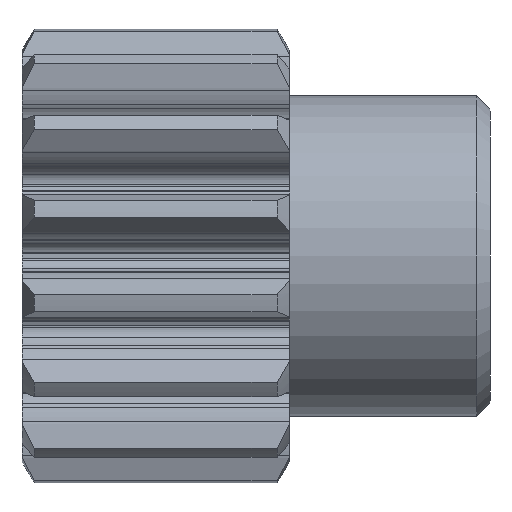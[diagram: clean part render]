
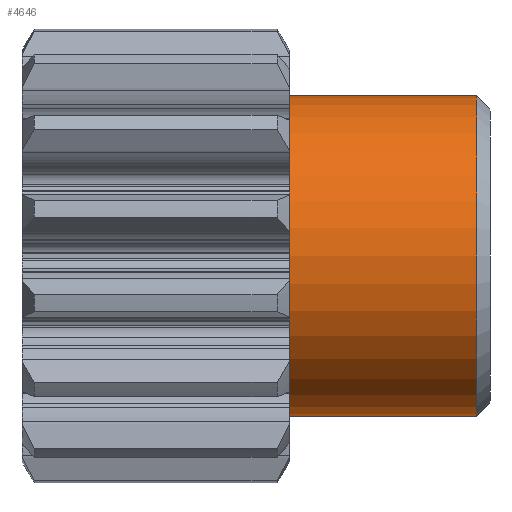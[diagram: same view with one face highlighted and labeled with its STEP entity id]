
A CAD part, front view. The second image highlights one B-rep face of the part: STEP entity #4646.
In plain terms, the highlighted cylindrical face has radius 12 mm (diameter 24 mm), a full revolution.
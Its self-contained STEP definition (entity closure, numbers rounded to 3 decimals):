
#403=VECTOR('',#5671,1.);
#627=LINE('',#7359,#403);
#860=VERTEX_POINT('',#7354);
#861=VERTEX_POINT('',#7356);
#862=VERTEX_POINT('',#7360);
#1365=CIRCLE('',#4915,12.);
#1366=CIRCLE('',#4916,12.);
#1367=CIRCLE('',#4918,12.);
#1851=EDGE_CURVE('',#860,#861,#1365,.F.);
#1852=EDGE_CURVE('',#861,#860,#1366,.F.);
#1853=EDGE_CURVE('',#862,#861,#627,.T.);
#1854=EDGE_CURVE('',#862,#862,#1367,.T.);
#2627=ORIENTED_EDGE('',*,*,#1853,.T.);
#2628=ORIENTED_EDGE('',*,*,#1851,.F.);
#2629=ORIENTED_EDGE('',*,*,#1852,.F.);
#2630=ORIENTED_EDGE('',*,*,#1853,.F.);
#2631=ORIENTED_EDGE('',*,*,#1854,.T.);
#4127=EDGE_LOOP('',(#2627,#2628,#2629,#2630,#2631));
#4387=FACE_BOUND('',#4127,.T.);
#4646=ADVANCED_FACE('',(#4387),#9373,.T.);
#4915=AXIS2_PLACEMENT_3D('',#7355,#5665,#5666);
#4916=AXIS2_PLACEMENT_3D('',#7357,#5667,#5668);
#4917=AXIS2_PLACEMENT_3D('',#7358,#5669,#5670);
#4918=AXIS2_PLACEMENT_3D('',#7361,#5672,#5673);
#5665=DIRECTION('',(-1.,0.,0.));
#5666=DIRECTION('',(0.,0.,-12.));
#5667=DIRECTION('',(-1.,0.,0.));
#5668=DIRECTION('',(0.,0.,-12.));
#5669=DIRECTION('',(-1.,0.,0.));
#5670=DIRECTION('',(0.,0.,-12.));
#5671=DIRECTION('',(1.,0.,0.));
#5672=DIRECTION('',(1.,0.,0.));
#5673=DIRECTION('',(0.,0.,-12.));
#7354=CARTESIAN_POINT('',(34.,0.,12.));
#7355=CARTESIAN_POINT('',(34.,0.,0.));
#7356=CARTESIAN_POINT('',(34.,0.,-12.));
#7357=CARTESIAN_POINT('',(34.,0.,0.));
#7358=CARTESIAN_POINT('',(35.,0.,0.));
#7359=CARTESIAN_POINT('',(19.,0.,-12.));
#7360=CARTESIAN_POINT('',(20.,0.,-12.));
#7361=CARTESIAN_POINT('',(20.,0.,0.));
#9373=CYLINDRICAL_SURFACE('',#4917,12.);
